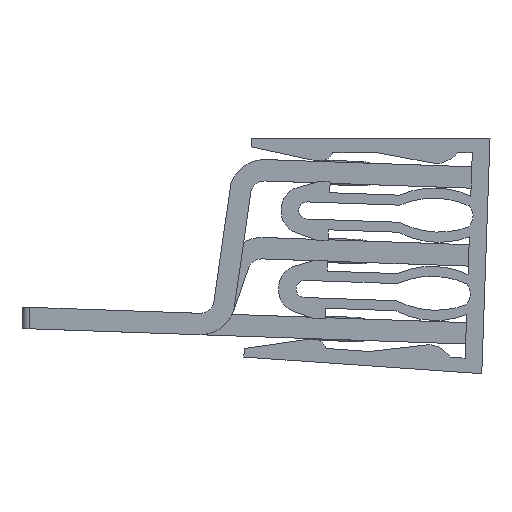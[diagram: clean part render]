
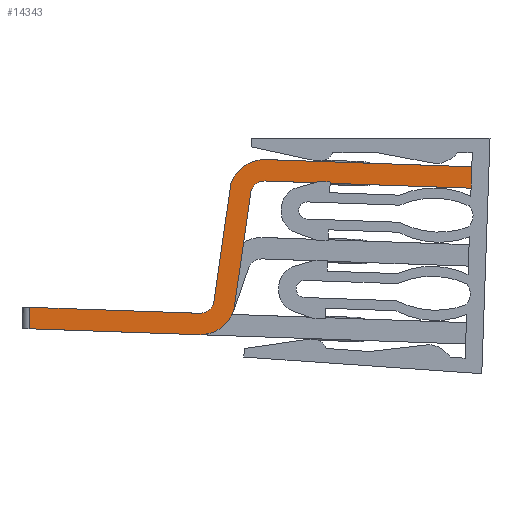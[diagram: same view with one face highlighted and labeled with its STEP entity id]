
A CAD part, front view. The second image highlights one B-rep face of the part: STEP entity #14343.
In plain terms, the highlighted face is planar.
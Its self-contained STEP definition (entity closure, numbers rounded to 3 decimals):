
#11365=CARTESIAN_POINT('',(-28.704,17.822,173.));
#11366=DIRECTION('',(0.,0.,-1.));
#11367=DIRECTION('',(-0.294,-0.956,0.));
#11368=AXIS2_PLACEMENT_3D('',#11365,#11366,#11367);
#11373=DIRECTION('',(0.,1.,0.));
#11374=VECTOR('',#11373,11.896);
#11375=CARTESIAN_POINT('',(-31.204,17.822,173.));
#11376=LINE('',#11375,#11374);
#11380=DIRECTION('',(0.,-1.,0.));
#11381=VECTOR('',#11380,11.896);
#11382=CARTESIAN_POINT('',(-29.704,29.717,173.));
#11383=LINE('',#11382,#11381);
#11387=CARTESIAN_POINT('',(-28.704,17.822,173.));
#11388=DIRECTION('',(0.,0.,1.));
#11389=DIRECTION('',(-1.,0.,0.));
#11390=AXIS2_PLACEMENT_3D('',#11387,#11388,#11389);
#11395=DIRECTION('',(0.994,-0.108,0.));
#11396=VECTOR('',#11395,8.501);
#11397=CARTESIAN_POINT('',(-28.998,16.866,173.));
#11398=LINE('',#11397,#11396);
#11402=CARTESIAN_POINT('',(-21.281,13.557,173.));
#11403=DIRECTION('',(0.,0.,-1.));
#11404=DIRECTION('',(0.294,0.956,0.));
#11405=AXIS2_PLACEMENT_3D('',#11402,#11403,#11404);
#11410=DIRECTION('',(0.,-1.,0.));
#11411=VECTOR('',#11410,14.435);
#11412=CARTESIAN_POINT('',(-18.781,13.557,173.));
#11413=LINE('',#11412,#11411);
#11417=DIRECTION('',(0.,1.,0.));
#11418=VECTOR('',#11417,14.435);
#11419=CARTESIAN_POINT('',(-20.281,-0.878,173.));
#11420=LINE('',#11419,#11418);
#11424=CARTESIAN_POINT('',(-21.281,13.557,173.));
#11425=DIRECTION('',(0.,0.,1.));
#11426=DIRECTION('',(1.,0.,0.));
#11427=AXIS2_PLACEMENT_3D('',#11424,#11425,#11426);
#11432=DIRECTION('',(-0.994,0.108,0.));
#11433=VECTOR('',#11432,8.501);
#11434=CARTESIAN_POINT('',(-20.987,14.513,173.));
#11435=LINE('',#11434,#11433);
#11679=DIRECTION('',(-1.,0.,0.));
#11680=VECTOR('',#11679,1.5);
#11681=CARTESIAN_POINT('',(-29.704,29.717,173.));
#11682=LINE('',#11681,#11680);
#12214=DIRECTION('',(1.,0.,0.));
#12215=VECTOR('',#12214,1.5);
#12216=CARTESIAN_POINT('',(-20.281,-0.878,173.));
#12217=LINE('',#12216,#12215);
#13862=CARTESIAN_POINT('',(-29.438,15.432,173.));
#13863=CARTESIAN_POINT('',(-31.204,17.822,173.));
#13864=VERTEX_POINT('',#13862);
#13865=VERTEX_POINT('',#13863);
#13866=CARTESIAN_POINT('',(-31.204,29.717,173.));
#13867=VERTEX_POINT('',#13866);
#13868=CARTESIAN_POINT('',(-29.704,29.717,173.));
#13869=VERTEX_POINT('',#13868);
#13870=CARTESIAN_POINT('',(-29.704,17.822,173.));
#13871=VERTEX_POINT('',#13870);
#13872=CARTESIAN_POINT('',(-28.998,16.866,173.));
#13873=VERTEX_POINT('',#13872);
#13874=CARTESIAN_POINT('',(-20.546,15.946,173.));
#13875=VERTEX_POINT('',#13874);
#13876=CARTESIAN_POINT('',(-18.781,13.557,173.));
#13877=VERTEX_POINT('',#13876);
#13878=CARTESIAN_POINT('',(-18.781,-0.878,173.));
#13879=VERTEX_POINT('',#13878);
#13880=CARTESIAN_POINT('',(-20.281,-0.878,173.));
#13881=VERTEX_POINT('',#13880);
#13882=CARTESIAN_POINT('',(-20.281,13.557,173.));
#13883=VERTEX_POINT('',#13882);
#13884=CARTESIAN_POINT('',(-20.987,14.513,173.));
#13885=VERTEX_POINT('',#13884);
#14312=CARTESIAN_POINT('',(-20.281,29.717,173.));
#14313=DIRECTION('',(0.,0.,-1.));
#14314=DIRECTION('',(0.,-1.,0.));
#14315=AXIS2_PLACEMENT_3D('',#14312,#14313,#14314);
#14316=PLANE('',#14315);
#14318=ORIENTED_EDGE('',*,*,#14317,.T.);
#14320=ORIENTED_EDGE('',*,*,#14319,.T.);
#14322=ORIENTED_EDGE('',*,*,#14321,.F.);
#14324=ORIENTED_EDGE('',*,*,#14323,.T.);
#14326=ORIENTED_EDGE('',*,*,#14325,.T.);
#14328=ORIENTED_EDGE('',*,*,#14327,.T.);
#14330=ORIENTED_EDGE('',*,*,#14329,.T.);
#14332=ORIENTED_EDGE('',*,*,#14331,.T.);
#14334=ORIENTED_EDGE('',*,*,#14333,.F.);
#14336=ORIENTED_EDGE('',*,*,#14335,.T.);
#14338=ORIENTED_EDGE('',*,*,#14337,.T.);
#14340=ORIENTED_EDGE('',*,*,#14339,.T.);
#14341=EDGE_LOOP('',(#14318,#14320,#14322,#14324,#14326,#14328,#14330,#14332,
#14334,#14336,#14338,#14340));
#14342=FACE_OUTER_BOUND('',#14341,.F.);
#11369=CIRCLE('',#11368,2.5);
#11391=CIRCLE('',#11390,1.);
#11406=CIRCLE('',#11405,2.5);
#11428=CIRCLE('',#11427,1.);
#14317=EDGE_CURVE('',#13864,#13865,#11369,.T.);
#14319=EDGE_CURVE('',#13865,#13867,#11376,.T.);
#14321=EDGE_CURVE('',#13869,#13867,#11682,.T.);
#14323=EDGE_CURVE('',#13869,#13871,#11383,.T.);
#14325=EDGE_CURVE('',#13871,#13873,#11391,.T.);
#14327=EDGE_CURVE('',#13873,#13875,#11398,.T.);
#14329=EDGE_CURVE('',#13875,#13877,#11406,.T.);
#14331=EDGE_CURVE('',#13877,#13879,#11413,.T.);
#14333=EDGE_CURVE('',#13881,#13879,#12217,.T.);
#14335=EDGE_CURVE('',#13881,#13883,#11420,.T.);
#14337=EDGE_CURVE('',#13883,#13885,#11428,.T.);
#14339=EDGE_CURVE('',#13885,#13864,#11435,.T.);
#14343=ADVANCED_FACE('',(#14342),#14316,.F.);
